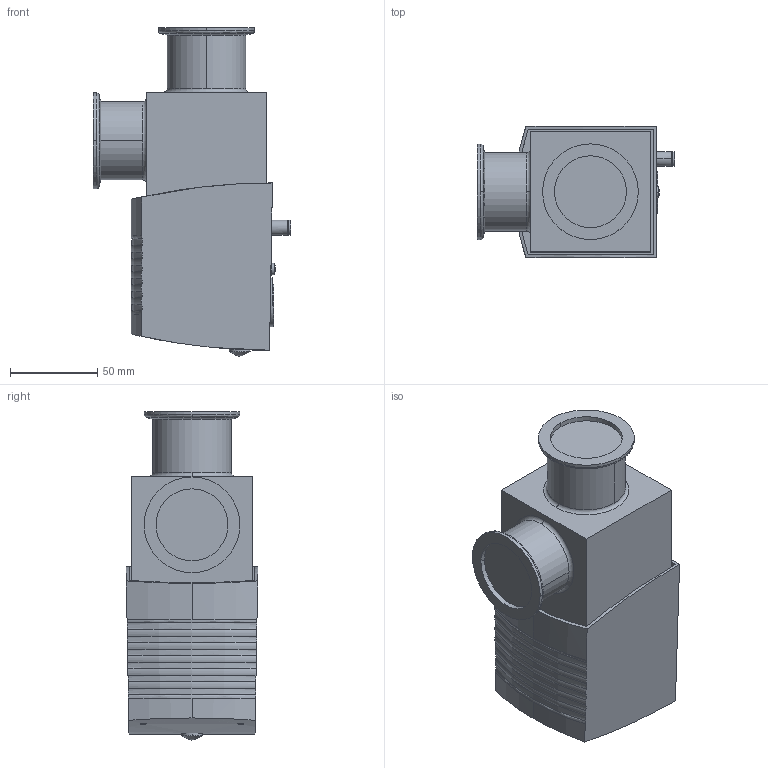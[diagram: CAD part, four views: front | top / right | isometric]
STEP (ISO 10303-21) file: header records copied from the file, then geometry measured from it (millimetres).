
FILE_DESCRIPTION (( 'STEP AP214' ), '1' );
FILE_NAME ('PFA56003.step', '2017-07-10T10:19:26', ( 'install' ), ( '' ), 'SwSTEP 2.0', 'SolidWorks 2015', '' );
FILE_SCHEMA (( 'AUTOMOTIVE_DESIGN' ));
Length unit declared in the file: millimetre
Products named in the file (1): PFA56003
Bounding box: 113.4 x 75.7 x 188.8 mm (x, y, z)
Volume: 880273.7 mm3; surface area: 76585.1 mm2
Topology: 1 solids, 1 shells, 115 faces, 281 edges, 186 vertices
Faces by surface type: cylinder 43, plane 40, bspline 17, torus 11, cone 4
Entity records: 5453 total; most frequent: CARTESIAN_POINT 1560, ORIENTED_EDGE 562, DIRECTION 509, EDGE_CURVE 281, AXIS2_PLACEMENT_3D 206, VERTEX_POINT 186, EDGE_LOOP 133, UNCERTAINTY_MEASURE_WITH_UNIT 118
